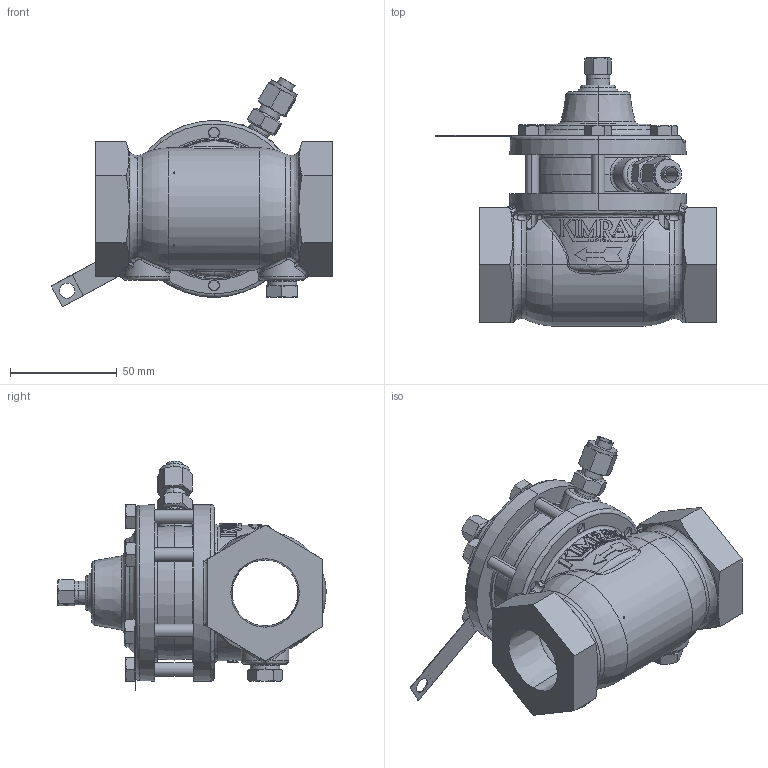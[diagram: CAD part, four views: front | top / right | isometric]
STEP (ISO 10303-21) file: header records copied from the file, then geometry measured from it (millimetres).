
FILE_DESCRIPTION (( 'STEP AP203' ), '1' );
FILE_NAME ('1 INCH 112 SMT DAB (EMB3).STEP', '2014-01-22T19:43:11', ( 'PCTech' ), ( 'Microsoft' ), 'SwSTEP 2.0', 'SolidWorks 2013', '' );
FILE_SCHEMA (( 'CONFIG_CONTROL_DESIGN' ));
Length unit declared in the file: inch
Products named in the file (1): 1 INCH 112 SMT DAB (EMB3)
Bounding box: 131.72 x 125.43 x 107.39 mm (x, y, z)
Surface area: 66532.9 mm2 (no closed solid volume)
Topology: 0 solids, 23 shells, 755 faces, 2061 edges, 1315 vertices
Faces by surface type: plane 269, cylinder 146, bspline 130, cone 116, torus 72, sphere 22
Entity records: 32137 total; most frequent: CARTESIAN_POINT 14737, ORIENTED_EDGE 3788, DIRECTION 3227, EDGE_CURVE 2037, VERTEX_POINT 1315, AXIS2_PLACEMENT_3D 1295, EDGE_LOOP 830, ADVANCED_FACE 755
